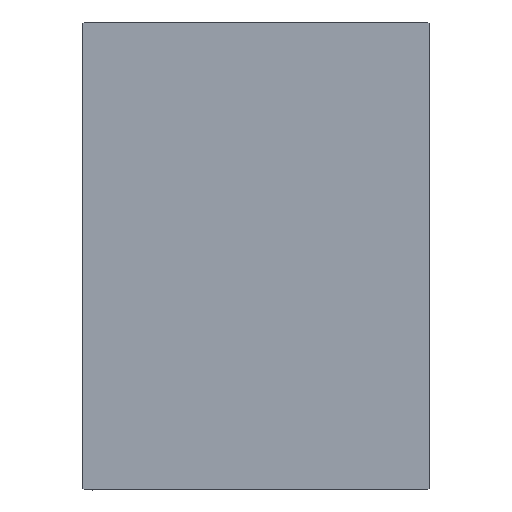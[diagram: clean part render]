
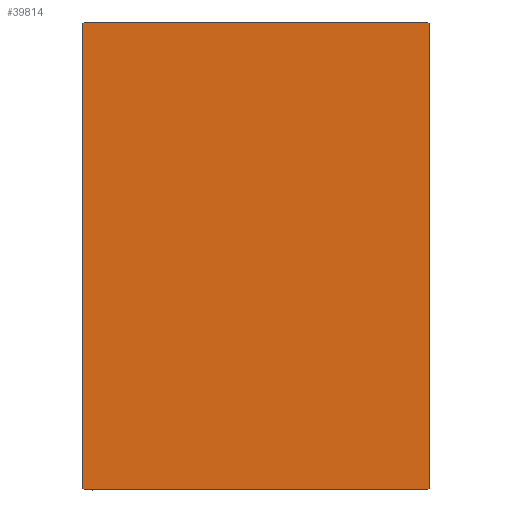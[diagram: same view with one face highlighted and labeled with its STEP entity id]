
A CAD part, left-side view. The second image highlights one B-rep face of the part: STEP entity #39814.
In plain terms, the highlighted face is planar.
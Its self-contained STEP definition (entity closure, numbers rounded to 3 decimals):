
#216 = CARTESIAN_POINT ( 'NONE',  ( 263., -31.2, 42.5 ) ) ;
#729 = AXIS2_PLACEMENT_3D ( 'NONE', #6048, #36277, #6271 ) ;
#1284 = VECTOR ( 'NONE', #15312, 1000. ) ;
#1647 = EDGE_CURVE ( 'NONE', #1969, #7873, #41438, .T. ) ;
#1969 = VERTEX_POINT ( 'NONE', #27383 ) ;
#2123 = CARTESIAN_POINT ( 'NONE',  ( 263., -31.5, 42.5 ) ) ;
#3683 = ORIENTED_EDGE ( 'NONE', *, *, #13822, .T. ) ;
#4494 = DIRECTION ( 'NONE',  ( 0., 0.707, 0.707 ) ) ;
#4763 = CARTESIAN_POINT ( 'NONE',  ( 263., 36.85, 36.85 ) ) ;
#4922 = LINE ( 'NONE', #24716, #15792 ) ;
#5637 = EDGE_CURVE ( 'NONE', #7873, #22634, #13743, .T. ) ;
#6048 = CARTESIAN_POINT ( 'NONE',  ( 263., 0., 0. ) ) ;
#6271 = DIRECTION ( 'NONE',  ( 0., 0., -1. ) ) ;
#6443 = EDGE_LOOP ( 'NONE', ( #3683, #40223, #14747, #11459, #16531, #12274, #24048, #19350 ) ) ;
#7535 = VERTEX_POINT ( 'NONE', #23455 ) ;
#7873 = VERTEX_POINT ( 'NONE', #216 ) ;
#8412 = EDGE_CURVE ( 'NONE', #22634, #37814, #18996, .T. ) ;
#8942 = VERTEX_POINT ( 'NONE', #14658 ) ;
#8945 = DIRECTION ( 'NONE',  ( 0., -0.707, 0.707 ) ) ;
#9973 = VECTOR ( 'NONE', #28422, 1000. ) ;
#10985 = CARTESIAN_POINT ( 'NONE',  ( 263., 31.5, 42.5 ) ) ;
#11069 = DIRECTION ( 'NONE',  ( 0., -0.707, -0.707 ) ) ;
#11399 = VECTOR ( 'NONE', #8945, 1000. ) ;
#11459 = ORIENTED_EDGE ( 'NONE', *, *, #24585, .T. ) ;
#11872 = VECTOR ( 'NONE', #42352, 1000. ) ;
#12274 = ORIENTED_EDGE ( 'NONE', *, *, #5637, .T. ) ;
#12953 = FACE_OUTER_BOUND ( 'NONE', #6443, .T. ) ;
#13743 = LINE ( 'NONE', #34615, #36615 ) ;
#13822 = EDGE_CURVE ( 'NONE', #31259, #8942, #38664, .T. ) ;
#14658 = CARTESIAN_POINT ( 'NONE',  ( 263., 31.2, -42.5 ) ) ;
#14747 = ORIENTED_EDGE ( 'NONE', *, *, #21158, .T. ) ;
#15312 = DIRECTION ( 'NONE',  ( 0., 1., 0. ) ) ;
#15402 = DIRECTION ( 'NONE',  ( 0., 0., 1. ) ) ;
#15792 = VECTOR ( 'NONE', #4494, 1000. ) ;
#16531 = ORIENTED_EDGE ( 'NONE', *, *, #1647, .T. ) ;
#18996 = LINE ( 'NONE', #2123, #11872 ) ;
#19350 = ORIENTED_EDGE ( 'NONE', *, *, #36890, .T. ) ;
#20142 = CARTESIAN_POINT ( 'NONE',  ( 263., -31.5, -42.2 ) ) ;
#21158 = EDGE_CURVE ( 'NONE', #7535, #40542, #38754, .T. ) ;
#22634 = VERTEX_POINT ( 'NONE', #37505 ) ;
#23455 = CARTESIAN_POINT ( 'NONE',  ( 263., 31.5, -42.2 ) ) ;
#24048 = ORIENTED_EDGE ( 'NONE', *, *, #8412, .T. ) ;
#24585 = EDGE_CURVE ( 'NONE', #40542, #1969, #28560, .T. ) ;
#24716 = CARTESIAN_POINT ( 'NONE',  ( 263., 36.85, -36.85 ) ) ;
#25073 = CARTESIAN_POINT ( 'NONE',  ( 263., -36.85, -36.85 ) ) ;
#25640 = PLANE ( 'NONE',  #729 ) ;
#27383 = CARTESIAN_POINT ( 'NONE',  ( 263., 31.2, 42.5 ) ) ;
#27639 = EDGE_CURVE ( 'NONE', #8942, #7535, #4922, .T. ) ;
#28149 = CARTESIAN_POINT ( 'NONE',  ( 263., -31.2, -42.5 ) ) ;
#28422 = DIRECTION ( 'NONE',  ( 0., 0.707, -0.707 ) ) ;
#28560 = LINE ( 'NONE', #4763, #11399 ) ;
#29102 = CARTESIAN_POINT ( 'NONE',  ( 263., -31.5, -42.5 ) ) ;
#31259 = VERTEX_POINT ( 'NONE', #28149 ) ;
#31961 = LINE ( 'NONE', #25073, #9973 ) ;
#34615 = CARTESIAN_POINT ( 'NONE',  ( 263., -36.85, 36.85 ) ) ;
#34807 = VECTOR ( 'NONE', #15402, 1000. ) ;
#36277 = DIRECTION ( 'NONE',  ( 1., 0., 0. ) ) ;
#36615 = VECTOR ( 'NONE', #11069, 1000. ) ;
#36890 = EDGE_CURVE ( 'NONE', #37814, #31259, #31961, .T. ) ;
#37505 = CARTESIAN_POINT ( 'NONE',  ( 263., -31.5, 42.2 ) ) ;
#37814 = VERTEX_POINT ( 'NONE', #20142 ) ;
#38537 = DIRECTION ( 'NONE',  ( 0., -1., 0. ) ) ;
#38664 = LINE ( 'NONE', #29102, #1284 ) ;
#38754 = LINE ( 'NONE', #38972, #34807 ) ;
#38757 = CARTESIAN_POINT ( 'NONE',  ( 263., 31.5, 42.2 ) ) ;
#38972 = CARTESIAN_POINT ( 'NONE',  ( 263., 31.5, -42.5 ) ) ;
#39814 = ADVANCED_FACE ( 'NONE', ( #12953 ), #25640, .T. ) ;
#40223 = ORIENTED_EDGE ( 'NONE', *, *, #27639, .T. ) ;
#40542 = VERTEX_POINT ( 'NONE', #38757 ) ;
#40806 = VECTOR ( 'NONE', #38537, 1000. ) ;
#41438 = LINE ( 'NONE', #10985, #40806 ) ;
#42352 = DIRECTION ( 'NONE',  ( 0., 0., -1. ) ) ;
